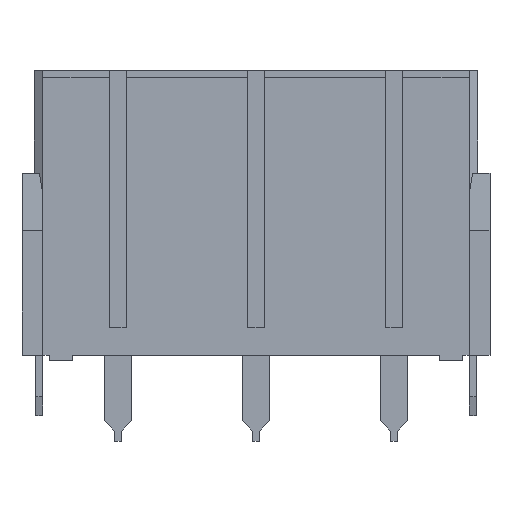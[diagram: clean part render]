
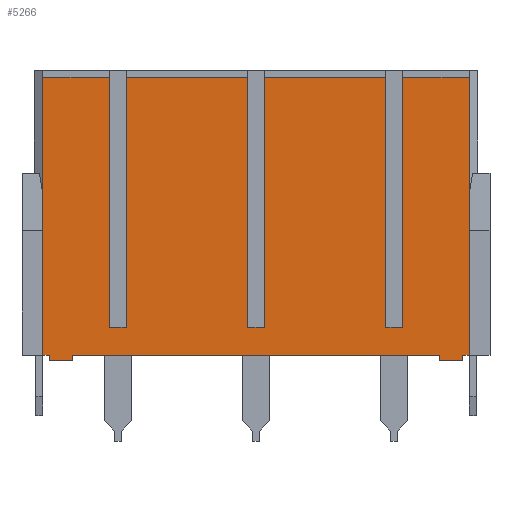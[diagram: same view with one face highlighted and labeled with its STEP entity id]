
A CAD part, front view. The second image highlights one B-rep face of the part: STEP entity #5266.
In plain terms, the highlighted planar face has unit normal (0, -1, 0).
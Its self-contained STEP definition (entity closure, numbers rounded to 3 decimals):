
#775=DIRECTION('',(-1.,0.,0.));
#776=VECTOR('',#775,8.8);
#777=CARTESIAN_POINT('',(9.4,-3.8,9.8));
#778=LINE('',#777,#776);
#787=DIRECTION('',(-1.,0.,0.));
#788=VECTOR('',#787,4.85);
#789=CARTESIAN_POINT('',(15.45,-3.8,9.8));
#790=LINE('',#789,#788);
#795=DIRECTION('',(-1.,0.,0.));
#796=VECTOR('',#795,4.85);
#797=CARTESIAN_POINT('',(-10.6,-3.8,9.8));
#798=LINE('',#797,#796);
#807=DIRECTION('',(-1.,0.,0.));
#808=VECTOR('',#807,8.8);
#809=CARTESIAN_POINT('',(-0.6,-3.8,9.8));
#810=LINE('',#809,#808);
#811=DIRECTION('',(0.,0.,-1.));
#812=VECTOR('',#811,0.4);
#813=CARTESIAN_POINT('',(14.95,-3.8,-10.3));
#814=LINE('',#813,#812);
#815=DIRECTION('',(0.,0.,-1.));
#816=VECTOR('',#815,0.4);
#817=CARTESIAN_POINT('',(-13.25,-3.8,-10.3));
#818=LINE('',#817,#816);
#819=DIRECTION('',(0.,0.,-1.));
#820=VECTOR('',#819,18.1);
#821=CARTESIAN_POINT('',(-10.6,-3.8,9.8));
#822=LINE('',#821,#820);
#823=DIRECTION('',(1.,0.,0.));
#824=VECTOR('',#823,1.2);
#825=CARTESIAN_POINT('',(-10.6,-3.8,-8.3));
#826=LINE('',#825,#824);
#827=DIRECTION('',(0.,0.,-1.));
#828=VECTOR('',#827,18.1);
#829=CARTESIAN_POINT('',(-9.4,-3.8,9.8));
#830=LINE('',#829,#828);
#831=DIRECTION('',(0.,0.,-1.));
#832=VECTOR('',#831,18.1);
#833=CARTESIAN_POINT('',(-0.6,-3.8,9.8));
#834=LINE('',#833,#832);
#835=DIRECTION('',(1.,0.,0.));
#836=VECTOR('',#835,1.2);
#837=CARTESIAN_POINT('',(-0.6,-3.8,-8.3));
#838=LINE('',#837,#836);
#839=DIRECTION('',(0.,0.,-1.));
#840=VECTOR('',#839,18.1);
#841=CARTESIAN_POINT('',(0.6,-3.8,9.8));
#842=LINE('',#841,#840);
#843=DIRECTION('',(0.,0.,-1.));
#844=VECTOR('',#843,18.1);
#845=CARTESIAN_POINT('',(9.4,-3.8,9.8));
#846=LINE('',#845,#844);
#847=DIRECTION('',(1.,0.,0.));
#848=VECTOR('',#847,1.2);
#849=CARTESIAN_POINT('',(9.4,-3.8,-8.3));
#850=LINE('',#849,#848);
#851=DIRECTION('',(0.,0.,-1.));
#852=VECTOR('',#851,18.1);
#853=CARTESIAN_POINT('',(10.6,-3.8,9.8));
#854=LINE('',#853,#852);
#963=DIRECTION('',(1.,0.,0.));
#964=VECTOR('',#963,0.5);
#965=CARTESIAN_POINT('',(-15.45,-3.8,-10.3));
#966=LINE('',#965,#964);
#979=DIRECTION('',(1.,0.,0.));
#980=VECTOR('',#979,26.5);
#981=CARTESIAN_POINT('',(-13.25,-3.8,-10.3));
#982=LINE('',#981,#980);
#995=DIRECTION('',(1.,0.,0.));
#996=VECTOR('',#995,0.5);
#997=CARTESIAN_POINT('',(14.95,-3.8,-10.3));
#998=LINE('',#997,#996);
#1599=DIRECTION('',(0.,0.,1.));
#1600=VECTOR('',#1599,20.1);
#1601=CARTESIAN_POINT('',(-15.45,-3.8,-10.3));
#1602=LINE('',#1601,#1600);
#1951=DIRECTION('',(0.,0.,1.));
#1952=VECTOR('',#1951,20.1);
#1953=CARTESIAN_POINT('',(15.45,-3.8,-10.3));
#1954=LINE('',#1953,#1952);
#2459=DIRECTION('',(0.,0.,-1.));
#2460=VECTOR('',#2459,0.4);
#2461=CARTESIAN_POINT('',(-14.95,-3.8,-10.3));
#2462=LINE('',#2461,#2460);
#2503=DIRECTION('',(-1.,0.,0.));
#2504=VECTOR('',#2503,1.7);
#2505=CARTESIAN_POINT('',(14.95,-3.8,-10.7));
#2506=LINE('',#2505,#2504);
#2519=DIRECTION('',(-1.,0.,0.));
#2520=VECTOR('',#2519,1.7);
#2521=CARTESIAN_POINT('',(-13.25,-3.8,-10.7));
#2522=LINE('',#2521,#2520);
#2547=DIRECTION('',(0.,0.,-1.));
#2548=VECTOR('',#2547,0.4);
#2549=CARTESIAN_POINT('',(13.25,-3.8,-10.3));
#2550=LINE('',#2549,#2548);
#3361=CARTESIAN_POINT('',(-15.45,-3.8,-10.3));
#3362=CARTESIAN_POINT('',(-15.45,-3.8,9.8));
#3363=VERTEX_POINT('',#3361);
#3364=VERTEX_POINT('',#3362);
#3369=CARTESIAN_POINT('',(15.45,-3.8,-10.3));
#3370=CARTESIAN_POINT('',(15.45,-3.8,9.8));
#3371=VERTEX_POINT('',#3369);
#3372=VERTEX_POINT('',#3370);
#3393=CARTESIAN_POINT('',(9.4,-3.8,9.8));
#3395=VERTEX_POINT('',#3393);
#3397=CARTESIAN_POINT('',(10.6,-3.8,9.8));
#3399=VERTEX_POINT('',#3397);
#3401=CARTESIAN_POINT('',(-10.6,-3.8,9.8));
#3403=VERTEX_POINT('',#3401);
#3405=CARTESIAN_POINT('',(-9.4,-3.8,9.8));
#3407=VERTEX_POINT('',#3405);
#3417=CARTESIAN_POINT('',(9.4,-3.8,-8.3));
#3418=VERTEX_POINT('',#3417);
#3419=CARTESIAN_POINT('',(10.6,-3.8,-8.3));
#3420=VERTEX_POINT('',#3419);
#3421=CARTESIAN_POINT('',(-10.6,-3.8,-8.3));
#3422=VERTEX_POINT('',#3421);
#3423=CARTESIAN_POINT('',(-9.4,-3.8,-8.3));
#3424=VERTEX_POINT('',#3423);
#3433=CARTESIAN_POINT('',(-0.6,-3.8,9.8));
#3434=CARTESIAN_POINT('',(-0.6,-3.8,-8.3));
#3435=VERTEX_POINT('',#3433);
#3436=VERTEX_POINT('',#3434);
#3437=CARTESIAN_POINT('',(0.6,-3.8,-8.3));
#3438=VERTEX_POINT('',#3437);
#3439=CARTESIAN_POINT('',(0.6,-3.8,9.8));
#3440=VERTEX_POINT('',#3439);
#3485=CARTESIAN_POINT('',(-13.25,-3.8,-10.7));
#3486=CARTESIAN_POINT('',(-14.95,-3.8,-10.7));
#3487=VERTEX_POINT('',#3485);
#3488=VERTEX_POINT('',#3486);
#3497=CARTESIAN_POINT('',(14.95,-3.8,-10.7));
#3498=CARTESIAN_POINT('',(13.25,-3.8,-10.7));
#3499=VERTEX_POINT('',#3497);
#3500=VERTEX_POINT('',#3498);
#3513=CARTESIAN_POINT('',(-13.25,-3.8,-10.3));
#3514=VERTEX_POINT('',#3513);
#3515=CARTESIAN_POINT('',(-14.95,-3.8,-10.3));
#3516=VERTEX_POINT('',#3515);
#3517=CARTESIAN_POINT('',(14.95,-3.8,-10.3));
#3518=VERTEX_POINT('',#3517);
#3519=CARTESIAN_POINT('',(13.25,-3.8,-10.3));
#3520=VERTEX_POINT('',#3519);
#5216=CARTESIAN_POINT('',(15.45,-3.8,-10.3));
#5217=DIRECTION('',(0.,1.,0.));
#5218=DIRECTION('',(0.,0.,1.));
#5219=AXIS2_PLACEMENT_3D('',#5216,#5217,#5218);
#5220=PLANE('',#5219);
#5222=ORIENTED_EDGE('',*,*,#5221,.F.);
#5224=ORIENTED_EDGE('',*,*,#5223,.T.);
#5226=ORIENTED_EDGE('',*,*,#5225,.T.);
#5228=ORIENTED_EDGE('',*,*,#5227,.F.);
#5230=ORIENTED_EDGE('',*,*,#5229,.F.);
#5232=ORIENTED_EDGE('',*,*,#5231,.T.);
#5234=ORIENTED_EDGE('',*,*,#5233,.T.);
#5236=ORIENTED_EDGE('',*,*,#5235,.F.);
#5238=ORIENTED_EDGE('',*,*,#5237,.F.);
#5240=ORIENTED_EDGE('',*,*,#5239,.T.);
#5241=ORIENTED_EDGE('',*,*,#5193,.F.);
#5243=ORIENTED_EDGE('',*,*,#5242,.T.);
#5245=ORIENTED_EDGE('',*,*,#5244,.T.);
#5247=ORIENTED_EDGE('',*,*,#5246,.F.);
#5248=ORIENTED_EDGE('',*,*,#5211,.F.);
#5250=ORIENTED_EDGE('',*,*,#5249,.T.);
#5252=ORIENTED_EDGE('',*,*,#5251,.T.);
#5254=ORIENTED_EDGE('',*,*,#5253,.F.);
#5255=ORIENTED_EDGE('',*,*,#5163,.F.);
#5256=ORIENTED_EDGE('',*,*,#5152,.T.);
#5258=ORIENTED_EDGE('',*,*,#5257,.T.);
#5260=ORIENTED_EDGE('',*,*,#5259,.F.);
#5261=ORIENTED_EDGE('',*,*,#5181,.F.);
#5263=ORIENTED_EDGE('',*,*,#5262,.F.);
#5264=EDGE_LOOP('',(#5222,#5224,#5226,#5228,#5230,#5232,#5234,#5236,#5238,#5240,
#5241,#5243,#5245,#5247,#5248,#5250,#5252,#5254,#5255,#5256,#5258,#5260,#5261,
#5263));
#5265=FACE_OUTER_BOUND('',#5264,.F.);
#5266=ADVANCED_FACE('',(#5265),#5220,.F.);
#5152=EDGE_CURVE('',#3395,#3418,#846,.T.);
#5163=EDGE_CURVE('',#3395,#3440,#778,.T.);
#5181=EDGE_CURVE('',#3372,#3399,#790,.T.);
#5193=EDGE_CURVE('',#3403,#3364,#798,.T.);
#5211=EDGE_CURVE('',#3435,#3407,#810,.T.);
#5221=EDGE_CURVE('',#3518,#3371,#998,.T.);
#5223=EDGE_CURVE('',#3518,#3499,#814,.T.);
#5225=EDGE_CURVE('',#3499,#3500,#2506,.T.);
#5227=EDGE_CURVE('',#3520,#3500,#2550,.T.);
#5229=EDGE_CURVE('',#3514,#3520,#982,.T.);
#5231=EDGE_CURVE('',#3514,#3487,#818,.T.);
#5233=EDGE_CURVE('',#3487,#3488,#2522,.T.);
#5235=EDGE_CURVE('',#3516,#3488,#2462,.T.);
#5237=EDGE_CURVE('',#3363,#3516,#966,.T.);
#5239=EDGE_CURVE('',#3363,#3364,#1602,.T.);
#5242=EDGE_CURVE('',#3403,#3422,#822,.T.);
#5244=EDGE_CURVE('',#3422,#3424,#826,.T.);
#5246=EDGE_CURVE('',#3407,#3424,#830,.T.);
#5249=EDGE_CURVE('',#3435,#3436,#834,.T.);
#5251=EDGE_CURVE('',#3436,#3438,#838,.T.);
#5253=EDGE_CURVE('',#3440,#3438,#842,.T.);
#5257=EDGE_CURVE('',#3418,#3420,#850,.T.);
#5259=EDGE_CURVE('',#3399,#3420,#854,.T.);
#5262=EDGE_CURVE('',#3371,#3372,#1954,.T.);
